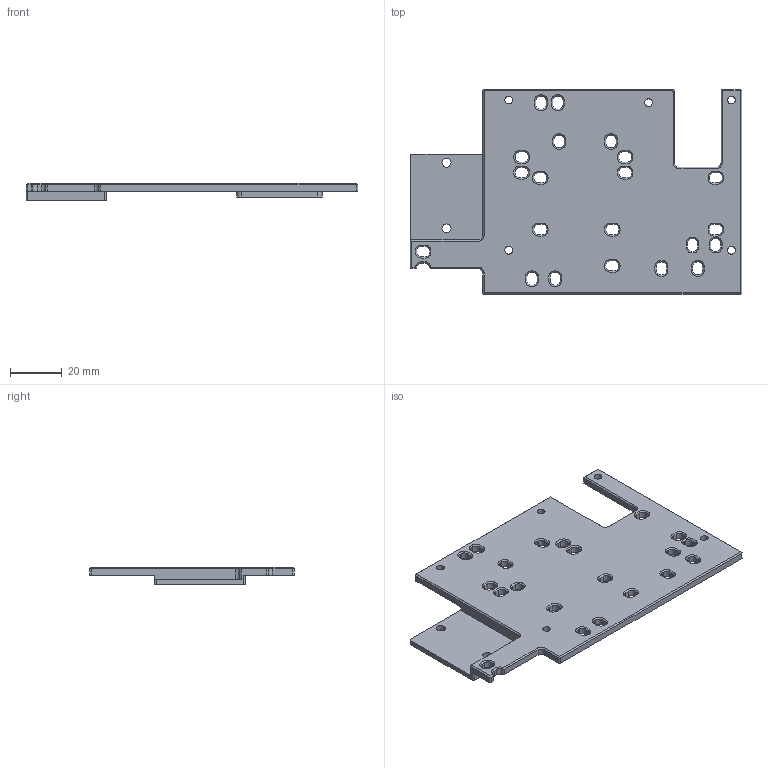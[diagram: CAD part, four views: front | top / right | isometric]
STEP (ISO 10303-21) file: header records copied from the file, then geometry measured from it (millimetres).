
FILE_DESCRIPTION(/* description */ (''),/* implementation_level */ '2;1');
FILE_NAME(/* name */ 'Cable_Fastener_10Gbit.stp',/* time_stamp */ '2024-03-06T21:48:47+01:00',/* author */ ('Viktor'),/* organization */ (''),/* preprocessor_version */ 'ST-DEVELOPER v19.2',/* originating_system */ 'Autodesk Inventor 2024',/* authorisation */ '');
FILE_SCHEMA (('AUTOMOTIVE_DESIGN { 1 0 10303 214 3 1 1 }'));
Length unit declared in the file: millimetre
Products named in the file (1): Cable_Fastener_10Gbit
Bounding box: 128 x 79 x 6.6 mm (x, y, z)
Volume: 25136.7 mm3; surface area: 19498.6 mm2
Topology: 1 solids, 1 shells, 431 faces, 1086 edges, 658 vertices
Faces by surface type: plane 212, cylinder 119, cone 100
Full cylindrical faces by diameter (mm): 3 x5, 3.5 x2
Entity records: 12878 total; most frequent: DIRECTION 2288, CARTESIAN_POINT 2176, ORIENTED_EDGE 2172, EDGE_CURVE 1086, AXIS2_PLACEMENT_3D 770, LINE 748, VECTOR 748, VERTEX_POINT 658
